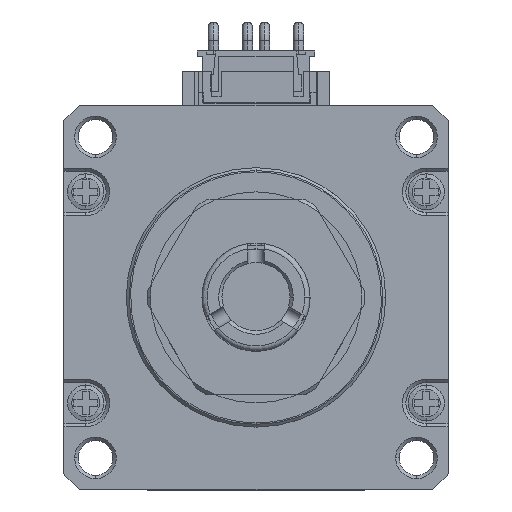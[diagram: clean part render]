
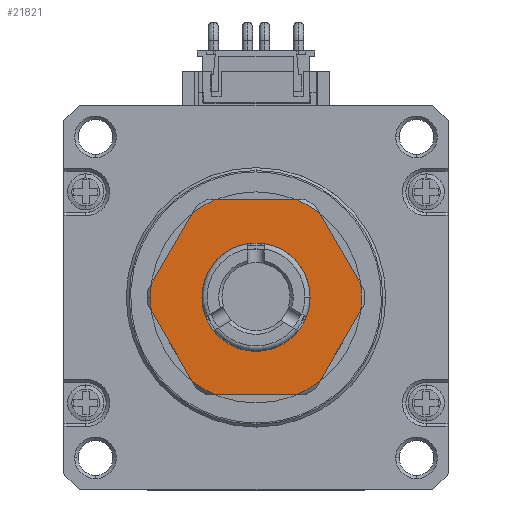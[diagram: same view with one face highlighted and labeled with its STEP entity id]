
A CAD part, top view. The second image highlights one B-rep face of the part: STEP entity #21821.
In plain terms, the highlighted planar face has unit normal (0, 0, 1).
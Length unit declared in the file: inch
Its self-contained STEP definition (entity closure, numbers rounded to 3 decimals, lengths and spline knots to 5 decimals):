
#91 = DIRECTION ( 'NONE',  ( 1., 0., 0. ) ) ;
#366 = EDGE_CURVE ( 'NONE', #7978, #11549, #838, .T. ) ;
#706 = AXIS2_PLACEMENT_3D ( 'NONE', #30994, #13818, #19898 ) ;
#729 = CARTESIAN_POINT ( 'NONE',  ( 0.60544, -0.07634, -1.98194 ) ) ;
#760 = DIRECTION ( 'NONE',  ( -0.5, -0.866, 0. ) ) ;
#838 = LINE ( 'NONE', #14942, #22916 ) ;
#1516 = VECTOR ( 'NONE', #760, 39.37008 ) ;
#1892 = AXIS2_PLACEMENT_3D ( 'NONE', #18162, #15225, #21282 ) ;
#2442 = CARTESIAN_POINT ( 'NONE',  ( 0., 0., -1.98194 ) ) ;
#2467 = EDGE_CURVE ( 'NONE', #17281, #27985, #28630, .T. ) ;
#2475 = DIRECTION ( 'NONE',  ( 0., 0., 1. ) ) ;
#2482 = VERTEX_POINT ( 'NONE', #4529 ) ;
#2552 = DIRECTION ( 'NONE',  ( 1., 0., 0. ) ) ;
#2660 = EDGE_CURVE ( 'NONE', #31671, #30770, #14752, .T. ) ;
#2790 = AXIS2_PLACEMENT_3D ( 'NONE', #2442, #10264, #30163 ) ;
#2797 = CARTESIAN_POINT ( 'NONE',  ( -0.32476, 0.5625, -1.98194 ) ) ;
#3721 = ORIENTED_EDGE ( 'NONE', *, *, #366, .T. ) ;
#3927 = ORIENTED_EDGE ( 'NONE', *, *, #2660, .T. ) ;
#4443 = EDGE_CURVE ( 'NONE', #17281, #22967, #26542, .T. ) ;
#4529 = CARTESIAN_POINT ( 'NONE',  ( -0.2366, 0.5625, -1.98194 ) ) ;
#4695 = ORIENTED_EDGE ( 'NONE', *, *, #30262, .F. ) ;
#4723 = DIRECTION ( 'NONE',  ( 1., 0., 0. ) ) ;
#4908 = EDGE_CURVE ( 'NONE', #13455, #32605, #33423, .T. ) ;
#5130 = CARTESIAN_POINT ( 'NONE',  ( -0.27953, 0., -1.98194 ) ) ;
#5636 = AXIS2_PLACEMENT_3D ( 'NONE', #6383, #29428, #17871 ) ;
#5711 = CARTESIAN_POINT ( 'NONE',  ( -0.36884, 0.48616, -1.98194 ) ) ;
#5972 = ORIENTED_EDGE ( 'NONE', *, *, #4908, .F. ) ;
#6033 = CARTESIAN_POINT ( 'NONE',  ( 0.36884, 0.48616, -1.98194 ) ) ;
#6383 = CARTESIAN_POINT ( 'NONE',  ( 0., 0., -1.98194 ) ) ;
#7262 = AXIS2_PLACEMENT_3D ( 'NONE', #18646, #30234, #4723 ) ;
#7679 = PLANE ( 'NONE',  #13975 ) ;
#7978 = VERTEX_POINT ( 'NONE', #33014 ) ;
#8505 = DIRECTION ( 'NONE',  ( 0., 0., 1. ) ) ;
#8510 = CIRCLE ( 'NONE', #19733, 0.61024 ) ;
#8607 = CARTESIAN_POINT ( 'NONE',  ( 0., 0., -1.98194 ) ) ;
#8897 = EDGE_LOOP ( 'NONE', ( #25063, #30018, #4695, #3927, #30411, #25003, #27621, #35488, #5972, #33471, #3721, #24648, #24266 ) ) ;
#9670 = AXIS2_PLACEMENT_3D ( 'NONE', #16922, #25514, #28668 ) ;
#9819 = CARTESIAN_POINT ( 'NONE',  ( -0.2366, -0.5625, -1.98194 ) ) ;
#9971 = EDGE_CURVE ( 'NONE', #27202, #2482, #13667, .T. ) ;
#10209 = AXIS2_PLACEMENT_3D ( 'NONE', #30865, #8505, #2552 ) ;
#10264 = DIRECTION ( 'NONE',  ( 0., 0., -1. ) ) ;
#10481 = FACE_OUTER_BOUND ( 'NONE', #8897, .T. ) ;
#10622 = VERTEX_POINT ( 'NONE', #26382 ) ;
#10726 = CIRCLE ( 'NONE', #33949, 0.61024 ) ;
#11128 = CARTESIAN_POINT ( 'NONE',  ( -0.60544, 0.07634, -1.98194 ) ) ;
#11450 = DIRECTION ( 'NONE',  ( -1., 0., 0. ) ) ;
#11549 = VERTEX_POINT ( 'NONE', #11701 ) ;
#11701 = CARTESIAN_POINT ( 'NONE',  ( -0.36884, -0.48616, -1.98194 ) ) ;
#12917 = CARTESIAN_POINT ( 'NONE',  ( 0.36884, -0.48616, -1.98194 ) ) ;
#12943 = EDGE_LOOP ( 'NONE', ( #33498, #18393 ) ) ;
#13455 = VERTEX_POINT ( 'NONE', #36497 ) ;
#13667 = LINE ( 'NONE', #34173, #30158 ) ;
#13818 = DIRECTION ( 'NONE',  ( 0., 0., -1. ) ) ;
#13975 = AXIS2_PLACEMENT_3D ( 'NONE', #8607, #2475, #91 ) ;
#14532 = CARTESIAN_POINT ( 'NONE',  ( 0., 0., -1.98194 ) ) ;
#14722 = DIRECTION ( 'NONE',  ( 0., 0., -1. ) ) ;
#14752 = LINE ( 'NONE', #25895, #23853 ) ;
#14942 = CARTESIAN_POINT ( 'NONE',  ( -0.64952, 0., -1.98194 ) ) ;
#15225 = DIRECTION ( 'NONE',  ( 0., 0., -1. ) ) ;
#15679 = CARTESIAN_POINT ( 'NONE',  ( 0.60544, 0.07634, -1.98194 ) ) ;
#15711 = VERTEX_POINT ( 'NONE', #9819 ) ;
#16775 = EDGE_CURVE ( 'NONE', #10622, #23947, #23832, .T. ) ;
#16922 = CARTESIAN_POINT ( 'NONE',  ( 0., 0., -1.98194 ) ) ;
#17281 = VERTEX_POINT ( 'NONE', #12917 ) ;
#17393 = EDGE_CURVE ( 'NONE', #35189, #2482, #8510, .T. ) ;
#17871 = DIRECTION ( 'NONE',  ( 1., 0., 0. ) ) ;
#18162 = CARTESIAN_POINT ( 'NONE',  ( 0., 0., -1.98194 ) ) ;
#18320 = CARTESIAN_POINT ( 'NONE',  ( 0.32476, -0.5625, -1.98194 ) ) ;
#18330 = EDGE_CURVE ( 'NONE', #7978, #13455, #31252, .T. ) ;
#18393 = ORIENTED_EDGE ( 'NONE', *, *, #33582, .F. ) ;
#18646 = CARTESIAN_POINT ( 'NONE',  ( 0., 0., -1.98194 ) ) ;
#19733 = AXIS2_PLACEMENT_3D ( 'NONE', #29372, #20945, #21122 ) ;
#19898 = DIRECTION ( 'NONE',  ( 1., 0., 0. ) ) ;
#20008 = LINE ( 'NONE', #2797, #1516 ) ;
#20201 = CIRCLE ( 'NONE', #706, 0.61024 ) ;
#20945 = DIRECTION ( 'NONE',  ( 0., 0., -1. ) ) ;
#21122 = DIRECTION ( 'NONE',  ( 1., 0., 0. ) ) ;
#21282 = DIRECTION ( 'NONE',  ( 1., 0., 0. ) ) ;
#21821 = ADVANCED_FACE ( 'NONE', ( #35950, #10481 ), #7679, .T. ) ;
#22516 = EDGE_CURVE ( 'NONE', #15711, #11549, #27099, .T. ) ;
#22916 = VECTOR ( 'NONE', #26262, 39.37008 ) ;
#22967 = VERTEX_POINT ( 'NONE', #729 ) ;
#23155 = CARTESIAN_POINT ( 'NONE',  ( 0.2366, -0.5625, -1.98194 ) ) ;
#23193 = VECTOR ( 'NONE', #27123, 39.37008 ) ;
#23832 = CIRCLE ( 'NONE', #10209, 0.27953 ) ;
#23853 = VECTOR ( 'NONE', #26078, 39.37008 ) ;
#23947 = VERTEX_POINT ( 'NONE', #5130 ) ;
#24266 = ORIENTED_EDGE ( 'NONE', *, *, #29515, .T. ) ;
#24648 = ORIENTED_EDGE ( 'NONE', *, *, #22516, .F. ) ;
#25003 = ORIENTED_EDGE ( 'NONE', *, *, #9971, .T. ) ;
#25063 = ORIENTED_EDGE ( 'NONE', *, *, #2467, .F. ) ;
#25413 = EDGE_CURVE ( 'NONE', #27202, #30770, #10726, .T. ) ;
#25514 = DIRECTION ( 'NONE',  ( 0., 0., 1. ) ) ;
#25677 = CIRCLE ( 'NONE', #9670, 0.27953 ) ;
#25895 = CARTESIAN_POINT ( 'NONE',  ( 0.64952, 0., -1.98194 ) ) ;
#26051 = DIRECTION ( 'NONE',  ( 1., 0., 0. ) ) ;
#26078 = DIRECTION ( 'NONE',  ( -0.5, 0.866, 0. ) ) ;
#26262 = DIRECTION ( 'NONE',  ( 0.5, -0.866, 0. ) ) ;
#26382 = CARTESIAN_POINT ( 'NONE',  ( 0.27953, 0., -1.98194 ) ) ;
#26542 = LINE ( 'NONE', #18320, #29239 ) ;
#26770 = LINE ( 'NONE', #30128, #23193 ) ;
#27099 = CIRCLE ( 'NONE', #2790, 0.61024 ) ;
#27123 = DIRECTION ( 'NONE',  ( 1., 0., 0. ) ) ;
#27202 = VERTEX_POINT ( 'NONE', #33405 ) ;
#27621 = ORIENTED_EDGE ( 'NONE', *, *, #17393, .F. ) ;
#27985 = VERTEX_POINT ( 'NONE', #23155 ) ;
#28630 = CIRCLE ( 'NONE', #7262, 0.61024 ) ;
#28668 = DIRECTION ( 'NONE',  ( 1., 0., 0. ) ) ;
#29239 = VECTOR ( 'NONE', #35305, 39.37008 ) ;
#29372 = CARTESIAN_POINT ( 'NONE',  ( 0., 0., -1.98194 ) ) ;
#29428 = DIRECTION ( 'NONE',  ( 0., 0., -1. ) ) ;
#29515 = EDGE_CURVE ( 'NONE', #15711, #27985, #26770, .T. ) ;
#30018 = ORIENTED_EDGE ( 'NONE', *, *, #4443, .T. ) ;
#30128 = CARTESIAN_POINT ( 'NONE',  ( -0.32476, -0.5625, -1.98194 ) ) ;
#30158 = VECTOR ( 'NONE', #11450, 39.37008 ) ;
#30163 = DIRECTION ( 'NONE',  ( 1., 0., 0. ) ) ;
#30234 = DIRECTION ( 'NONE',  ( 0., 0., -1. ) ) ;
#30262 = EDGE_CURVE ( 'NONE', #31671, #22967, #20201, .T. ) ;
#30411 = ORIENTED_EDGE ( 'NONE', *, *, #25413, .F. ) ;
#30770 = VERTEX_POINT ( 'NONE', #6033 ) ;
#30865 = CARTESIAN_POINT ( 'NONE',  ( 0., 0., -1.98194 ) ) ;
#30994 = CARTESIAN_POINT ( 'NONE',  ( 0., 0., -1.98194 ) ) ;
#31252 = CIRCLE ( 'NONE', #5636, 0.61024 ) ;
#31671 = VERTEX_POINT ( 'NONE', #15679 ) ;
#32605 = VERTEX_POINT ( 'NONE', #11128 ) ;
#32984 = EDGE_CURVE ( 'NONE', #35189, #32605, #20008, .T. ) ;
#33014 = CARTESIAN_POINT ( 'NONE',  ( -0.60544, -0.07634, -1.98194 ) ) ;
#33405 = CARTESIAN_POINT ( 'NONE',  ( 0.2366, 0.5625, -1.98194 ) ) ;
#33423 = CIRCLE ( 'NONE', #1892, 0.61024 ) ;
#33471 = ORIENTED_EDGE ( 'NONE', *, *, #18330, .F. ) ;
#33498 = ORIENTED_EDGE ( 'NONE', *, *, #16775, .F. ) ;
#33582 = EDGE_CURVE ( 'NONE', #23947, #10622, #25677, .T. ) ;
#33949 = AXIS2_PLACEMENT_3D ( 'NONE', #14532, #14722, #26051 ) ;
#34173 = CARTESIAN_POINT ( 'NONE',  ( 0.32476, 0.5625, -1.98194 ) ) ;
#35189 = VERTEX_POINT ( 'NONE', #5711 ) ;
#35305 = DIRECTION ( 'NONE',  ( 0.5, 0.866, 0. ) ) ;
#35488 = ORIENTED_EDGE ( 'NONE', *, *, #32984, .T. ) ;
#35950 = FACE_BOUND ( 'NONE', #12943, .T. ) ;
#36497 = CARTESIAN_POINT ( 'NONE',  ( -0.61024, 0., -1.98194 ) ) ;
